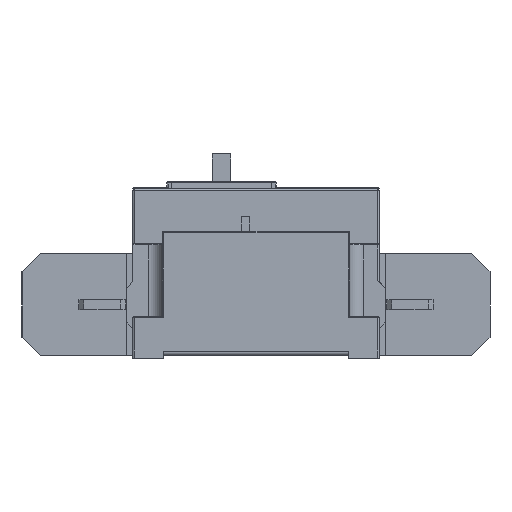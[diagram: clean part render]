
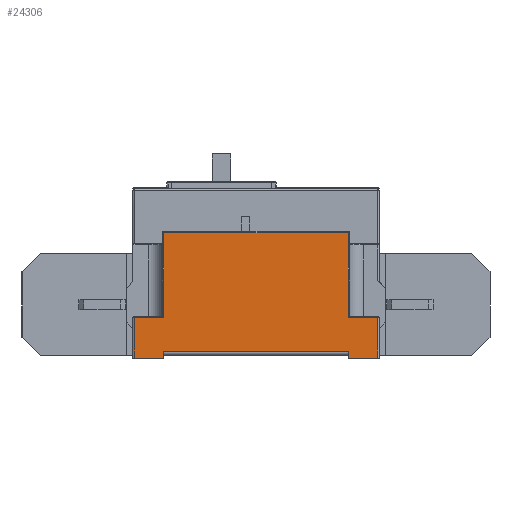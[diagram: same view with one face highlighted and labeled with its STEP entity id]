
A CAD part, left-side view. The second image highlights one B-rep face of the part: STEP entity #24306.
In plain terms, the highlighted planar face has unit normal (-1, 0, 0).
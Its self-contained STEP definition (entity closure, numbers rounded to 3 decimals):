
#15069=DIRECTION('',(0.,0.,1.));
#15070=VECTOR('',#15069,33.);
#15071=CARTESIAN_POINT('',(-306.,71.,-106.));
#15072=LINE('',#15071,#15070);
#15076=DIRECTION('',(0.,-1.,0.));
#15077=VECTOR('',#15076,24.);
#15078=CARTESIAN_POINT('',(-306.,71.,-73.));
#15079=LINE('',#15078,#15077);
#15083=DIRECTION('',(0.,0.,1.));
#15084=VECTOR('',#15083,69.);
#15085=CARTESIAN_POINT('',(-306.,47.,-73.));
#15086=LINE('',#15085,#15084);
#15090=DIRECTION('',(0.,-1.,0.));
#15091=VECTOR('',#15090,150.);
#15092=CARTESIAN_POINT('',(-306.,47.,-4.));
#15093=LINE('',#15092,#15091);
#15097=DIRECTION('',(0.,0.,-1.));
#15098=VECTOR('',#15097,69.);
#15099=CARTESIAN_POINT('',(-306.,-103.,-4.));
#15100=LINE('',#15099,#15098);
#15104=DIRECTION('',(0.,-1.,0.));
#15105=VECTOR('',#15104,24.);
#15106=CARTESIAN_POINT('',(-306.,-103.,-73.));
#15107=LINE('',#15106,#15105);
#15111=DIRECTION('',(0.,0.,1.));
#15112=VECTOR('',#15111,33.);
#15113=CARTESIAN_POINT('',(-306.,-127.,-106.));
#15114=LINE('',#15113,#15112);
#15118=DIRECTION('',(0.,1.,0.));
#15119=VECTOR('',#15118,23.5);
#15120=CARTESIAN_POINT('',(-306.,-127.,-106.));
#15121=LINE('',#15120,#15119);
#15125=DIRECTION('',(0.,0.,-1.));
#15126=VECTOR('',#15125,5.);
#15127=CARTESIAN_POINT('',(-306.,47.5,-101.));
#15128=LINE('',#15127,#15126);
#15182=DIRECTION('',(0.,-1.,0.));
#15183=VECTOR('',#15182,23.5);
#15184=CARTESIAN_POINT('',(-306.,71.,-106.));
#15185=LINE('',#15184,#15183);
#15842=DIRECTION('',(0.,-1.,0.));
#15843=VECTOR('',#15842,151.);
#15844=CARTESIAN_POINT('',(-306.,47.5,-101.));
#15845=LINE('',#15844,#15843);
#16481=DIRECTION('',(0.,0.,-1.));
#16482=VECTOR('',#16481,5.);
#16483=CARTESIAN_POINT('',(-306.,-103.5,-101.));
#16484=LINE('',#16483,#16482);
#22566=CARTESIAN_POINT('',(-306.,-103.5,-101.));
#22567=CARTESIAN_POINT('',(-306.,-103.5,-106.));
#22568=VERTEX_POINT('',#22566);
#22569=VERTEX_POINT('',#22567);
#22570=CARTESIAN_POINT('',(-306.,47.5,-101.));
#22571=VERTEX_POINT('',#22570);
#22572=CARTESIAN_POINT('',(-306.,47.5,-106.));
#22573=VERTEX_POINT('',#22572);
#23357=CARTESIAN_POINT('',(-306.,71.,-106.));
#23359=VERTEX_POINT('',#23357);
#23363=CARTESIAN_POINT('',(-306.,71.,-73.));
#23364=VERTEX_POINT('',#23363);
#23371=CARTESIAN_POINT('',(-306.,47.,-73.));
#23372=VERTEX_POINT('',#23371);
#23375=CARTESIAN_POINT('',(-306.,47.,-4.));
#23376=VERTEX_POINT('',#23375);
#23394=CARTESIAN_POINT('',(-306.,-127.,-106.));
#23396=VERTEX_POINT('',#23394);
#23397=CARTESIAN_POINT('',(-306.,-127.,-73.));
#23398=VERTEX_POINT('',#23397);
#23401=CARTESIAN_POINT('',(-306.,-103.,-73.));
#23402=VERTEX_POINT('',#23401);
#23403=CARTESIAN_POINT('',(-306.,-103.,-4.));
#23404=VERTEX_POINT('',#23403);
#24278=CARTESIAN_POINT('',(-306.,-28.,-105.5));
#24279=DIRECTION('',(-1.,0.,0.));
#24280=DIRECTION('',(0.,0.,-1.));
#24281=AXIS2_PLACEMENT_3D('',#24278,#24279,#24280);
#24282=PLANE('',#24281);
#24284=ORIENTED_EDGE('',*,*,#24283,.T.);
#24286=ORIENTED_EDGE('',*,*,#24285,.T.);
#24288=ORIENTED_EDGE('',*,*,#24287,.T.);
#24290=ORIENTED_EDGE('',*,*,#24289,.T.);
#24292=ORIENTED_EDGE('',*,*,#24291,.T.);
#24293=ORIENTED_EDGE('',*,*,#23998,.T.);
#24294=ORIENTED_EDGE('',*,*,#24264,.F.);
#24295=ORIENTED_EDGE('',*,*,#24238,.T.);
#24297=ORIENTED_EDGE('',*,*,#24296,.F.);
#24299=ORIENTED_EDGE('',*,*,#24298,.F.);
#24301=ORIENTED_EDGE('',*,*,#24300,.T.);
#24303=ORIENTED_EDGE('',*,*,#24302,.F.);
#24304=EDGE_LOOP('',(#24284,#24286,#24288,#24290,#24292,#24293,#24294,#24295,
#24297,#24299,#24301,#24303));
#24305=FACE_OUTER_BOUND('',#24304,.F.);
#23998=EDGE_CURVE('',#23402,#23398,#15107,.T.);
#24238=EDGE_CURVE('',#23396,#22569,#15121,.T.);
#24264=EDGE_CURVE('',#23396,#23398,#15114,.T.);
#24283=EDGE_CURVE('',#23359,#23364,#15072,.T.);
#24285=EDGE_CURVE('',#23364,#23372,#15079,.T.);
#24287=EDGE_CURVE('',#23372,#23376,#15086,.T.);
#24289=EDGE_CURVE('',#23376,#23404,#15093,.T.);
#24291=EDGE_CURVE('',#23404,#23402,#15100,.T.);
#24296=EDGE_CURVE('',#22568,#22569,#16484,.T.);
#24298=EDGE_CURVE('',#22571,#22568,#15845,.T.);
#24300=EDGE_CURVE('',#22571,#22573,#15128,.T.);
#24302=EDGE_CURVE('',#23359,#22573,#15185,.T.);
#24306=ADVANCED_FACE('',(#24305),#24282,.T.);
